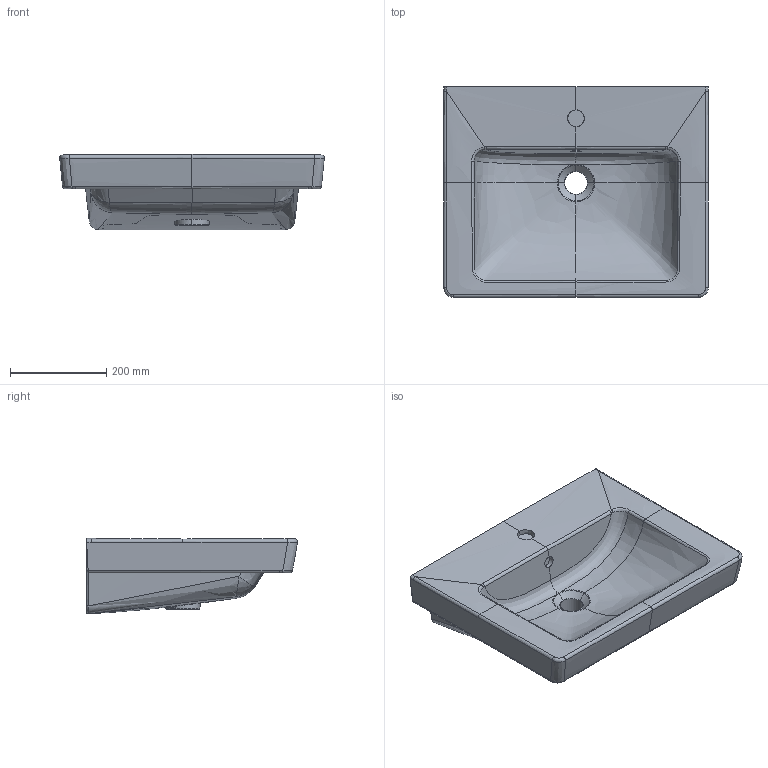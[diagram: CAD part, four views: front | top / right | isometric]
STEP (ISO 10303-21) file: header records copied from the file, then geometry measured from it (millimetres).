
FILE_DESCRIPTION(/* description */ (''),/* implementation_level */ '2;1');
FILE_NAME(/* name */ '711355_Subway2.0_WT55.stp',/* time_stamp */ '2018-11-16T11:24:10+01:00',/* author */ (''),/* organization */ (''),/* preprocessor_version */ 'ST-DEVELOPER v16',/* originating_system */ 'SIEMENS PLM Software NX 10.0',/* authorisation */ '');
FILE_SCHEMA (('AUTOMOTIVE_DESIGN { 1 0 10303 214 3 1 1 1 }'));
Length unit declared in the file: millimetre
Products named in the file (1): Sier21605C88a6u8
Bounding box: 550.12 x 438.13 x 156.92 mm (x, y, z)
Volume: 18152538.6 mm3; surface area: 758444.2 mm2
Topology: 1 solids, 1 shells, 174 faces, 438 edges, 261 vertices
Faces by surface type: bspline 132, cylinder 17, plane 12, extrusion 6, torus 4, cone 3
Full cylindrical faces by diameter (mm): 24 x1, 47.52 x1
Entity records: 21133 total; most frequent: CARTESIAN_POINT 18168, ORIENTED_EDGE 864, EDGE_CURVE 432, B_SPLINE_CURVE_WITH_KNOTS 301, VERTEX_POINT 261, DIRECTION 232, EDGE_LOOP 177, ADVANCED_FACE 174
